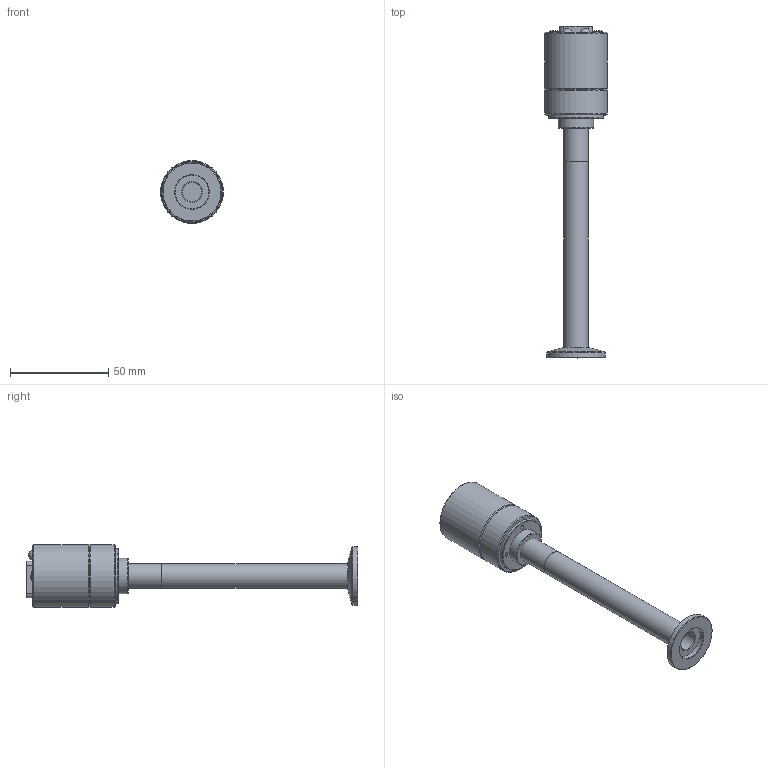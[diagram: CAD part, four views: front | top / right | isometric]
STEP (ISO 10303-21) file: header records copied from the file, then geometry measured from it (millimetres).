
FILE_DESCRIPTION(/* description */ ('STEP AP203'),/* implementation_level */ '2;1');
FILE_NAME(/* name */ 'PTR26790.stp',/* time_stamp */ '2025-10-24T16:28:07+02:00',/* author */ ('DVONKRIEGSTE'),/* organization */ (''),/* preprocessor_version */ 'ST-DEVELOPER v18.1',/* originating_system */ 'Autodesk Inventor 2021',/* authorisation */ '');
FILE_SCHEMA (('AUTOMOTIVE_DESIGN { 1 0 10303 214 3 1 1 }'));
Length unit declared in the file: millimetre
Products named in the file (1): PTR26790 (2)
Bounding box: 32 x 169 x 32 mm (x, y, z)
Volume: 23559.4 mm3; surface area: 22184 mm2
Topology: 8 solids, 8 shells, 134 faces, 293 edges, 191 vertices
Faces by surface type: plane 70, cylinder 37, cone 20, sphere 6, torus 1
Full cylindrical faces by diameter (mm): 2.05 x4, 2.5 x3, 2.6 x2, 2.9 x2, 3 x2, 6.5 x1, 10 x1, 12.7 x2, 17.2 x1, 18 x1, 27.7 x1, 28 x2, 30 x1, 32 x2
Entity records: 3870 total; most frequent: DIRECTION 667, CARTESIAN_POINT 643, ORIENTED_EDGE 586, EDGE_CURVE 293, AXIS2_PLACEMENT_3D 247, VERTEX_POINT 191, LINE 173, VECTOR 173
